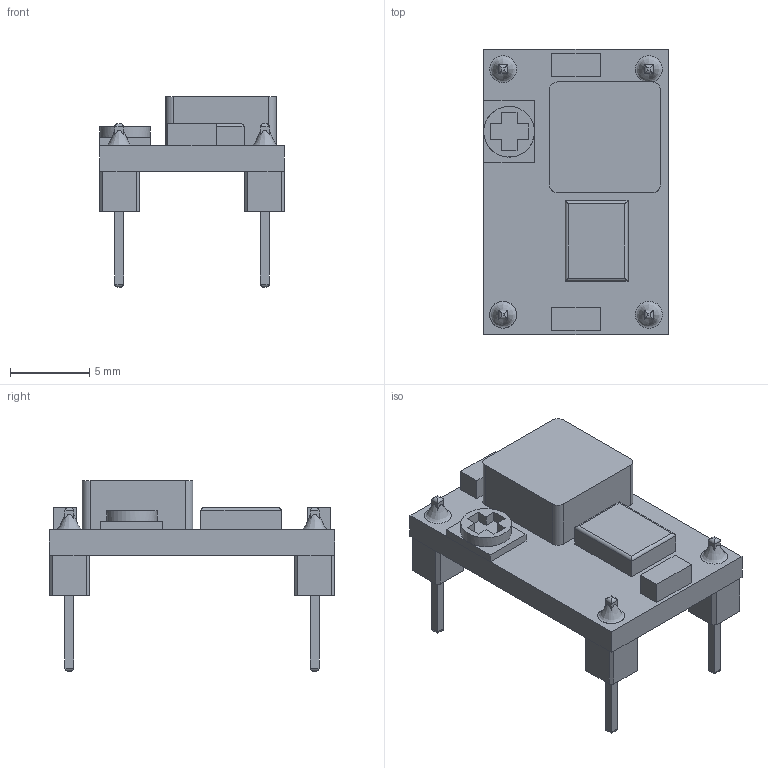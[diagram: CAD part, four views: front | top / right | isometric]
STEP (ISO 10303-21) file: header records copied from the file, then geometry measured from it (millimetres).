
FILE_DESCRIPTION(('FreeCAD Model'),'2;1');
FILE_NAME('Part 5_sp.step', '2018-07-28T14:52:33',('kicad StepUp'),('ksu MCAD'), 'Open CASCADE STEP processor 7.2','FreeCAD','Unknown');
FILE_SCHEMA(('AUTOMOTIVE_DESIGN { 1 0 10303 214 1 1 1 1 }'));
Length unit declared in the file: millimetre
Products named in the file (1): Part_5_sp
Bounding box: 11.65 x 18 x 12.03 mm (x, y, z)
Volume: 605.1 mm3; surface area: 866.4 mm2
Topology: 1 solids, 2 shells, 217 faces, 658 edges, 473 vertices
Faces by surface type: plane 167, cylinder 46, bspline 4
Full cylindrical faces by diameter (mm): 1.1 x4, 1.7 x1, 3.2 x1
Entity records: 10203 total; most frequent: CARTESIAN_POINT 2800, ORIENTED_EDGE 1316, DIRECTION 1046, EDGE_CURVE 658, LINE 502, VECTOR 502, VERTEX_POINT 473, AXIS2_PLACEMENT_3D 272
